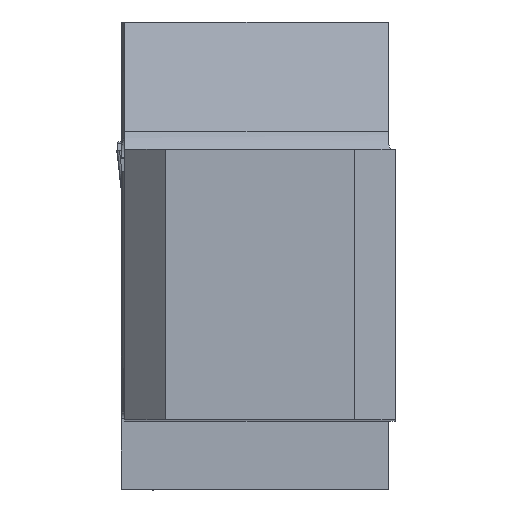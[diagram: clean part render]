
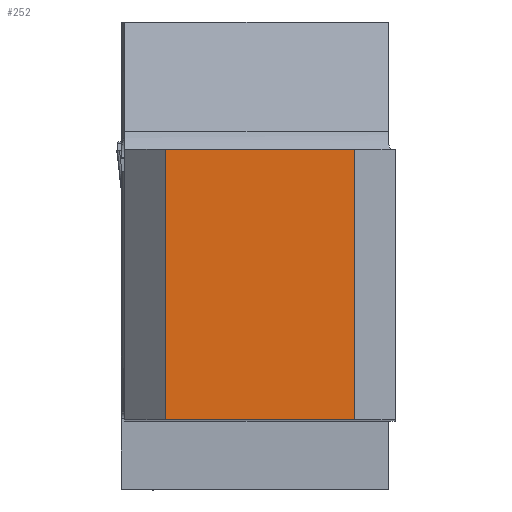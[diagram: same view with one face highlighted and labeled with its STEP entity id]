
A CAD part, top view. The second image highlights one B-rep face of the part: STEP entity #252.
In plain terms, the highlighted planar face has unit normal (0, 0, 1).
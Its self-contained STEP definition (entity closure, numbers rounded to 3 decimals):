
#252=ADVANCED_FACE('CU_BACK_SU1',(#428),#364,.F.);
#364=PLANE('',#2273);
#428=FACE_OUTER_BOUND('',#545,.T.);
#545=EDGE_LOOP('',(#836,#837,#838,#839));
#836=ORIENTED_EDGE('',*,*,#1624,.F.);
#837=ORIENTED_EDGE('',*,*,#1622,.T.);
#838=ORIENTED_EDGE('',*,*,#1625,.T.);
#839=ORIENTED_EDGE('',*,*,#1584,.F.);
#1379=VERTEX_POINT('',#3002);
#1380=VERTEX_POINT('',#3004);
#1401=VERTEX_POINT('',#3100);
#1402=VERTEX_POINT('',#3102);
#1584=EDGE_CURVE('',#1379,#1380,#1882,.T.);
#1622=EDGE_CURVE('',#1402,#1401,#1907,.T.);
#1624=EDGE_CURVE('',#1402,#1379,#1909,.T.);
#1625=EDGE_CURVE('',#1401,#1380,#1910,.T.);
#1882=LINE('',#3003,#2056);
#1907=LINE('',#3101,#2081);
#1909=LINE('',#3105,#2083);
#1910=LINE('',#3106,#2084);
#2056=VECTOR('',#2485,1.);
#2081=VECTOR('',#2550,1.);
#2083=VECTOR('',#2554,1.);
#2084=VECTOR('',#2555,1.);
#2273=AXIS2_PLACEMENT_3D('',#3107,#2556,#2557);
#2485=DIRECTION('',(1.,0.,0.));
#2550=DIRECTION('',(1.,0.,0.));
#2554=DIRECTION('',(0.,1.,0.));
#2555=DIRECTION('',(0.,1.,0.));
#2556=DIRECTION('',(0.,0.,-1.));
#2557=DIRECTION('',(-1.,0.,0.));
#3002=CARTESIAN_POINT('',(-16.925,19.925,0.));
#3003=CARTESIAN_POINT('',(-110.,19.925,0.));
#3004=CARTESIAN_POINT('',(-3.,19.925,0.));
#3100=CARTESIAN_POINT('',(-3.,0.,0.));
#3101=CARTESIAN_POINT('',(-110.,0.,0.));
#3102=CARTESIAN_POINT('',(-16.925,0.,0.));
#3105=CARTESIAN_POINT('',(-16.925,0.,0.));
#3106=CARTESIAN_POINT('',(-3.,0.,0.));
#3107=CARTESIAN_POINT('',(22.996,39.925,0.));
